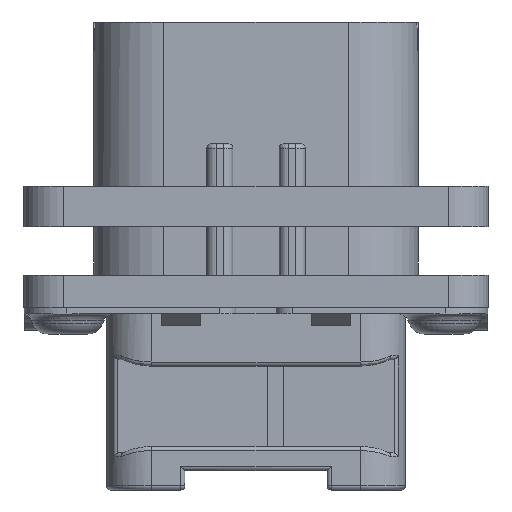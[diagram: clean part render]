
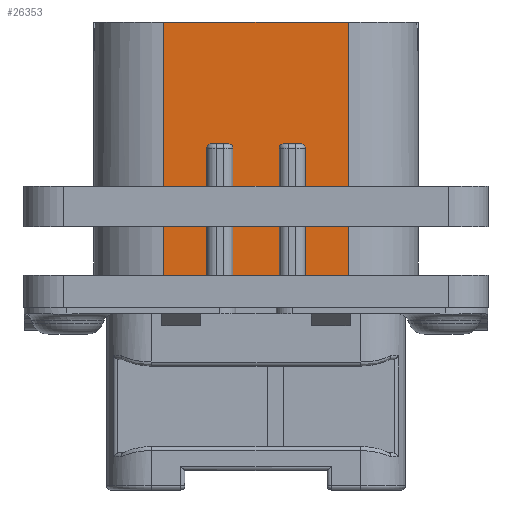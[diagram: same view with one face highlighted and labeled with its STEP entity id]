
A CAD part, front view. The second image highlights one B-rep face of the part: STEP entity #26353.
In plain terms, the highlighted planar face has unit normal (0, -1, 0).
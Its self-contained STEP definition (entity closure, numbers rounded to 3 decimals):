
#1218=DIRECTION('',(1.,0.,0.));
#1219=VECTOR('',#1218,11.4);
#1220=CARTESIAN_POINT('',(-5.7,-9.,17.67));
#1221=LINE('',#1220,#1219);
#1441=DIRECTION('',(0.,0.,1.));
#1442=VECTOR('',#1441,7.87);
#1443=CARTESIAN_POINT('',(-1.44,-9.,2.));
#1444=LINE('',#1443,#1442);
#1445=DIRECTION('',(-1.,0.,0.));
#1446=VECTOR('',#1445,1.1);
#1447=CARTESIAN_POINT('',(-1.69,-9.,10.12));
#1448=LINE('',#1447,#1446);
#1449=DIRECTION('',(0.,0.,1.));
#1450=VECTOR('',#1449,7.87);
#1451=CARTESIAN_POINT('',(-3.04,-9.,2.));
#1452=LINE('',#1451,#1450);
#1453=DIRECTION('',(0.,0.,-1.));
#1454=VECTOR('',#1453,15.67);
#1455=CARTESIAN_POINT('',(-5.7,-9.,17.67));
#1456=LINE('',#1455,#1454);
#1457=DIRECTION('',(0.,0.,-1.));
#1458=VECTOR('',#1457,15.67);
#1459=CARTESIAN_POINT('',(5.7,-9.,17.67));
#1460=LINE('',#1459,#1458);
#1461=DIRECTION('',(0.,0.,1.));
#1462=VECTOR('',#1461,7.87);
#1463=CARTESIAN_POINT('',(3.04,-9.,2.));
#1464=LINE('',#1463,#1462);
#1465=DIRECTION('',(-1.,0.,0.));
#1466=VECTOR('',#1465,1.1);
#1467=CARTESIAN_POINT('',(2.79,-9.,10.12));
#1468=LINE('',#1467,#1466);
#1469=DIRECTION('',(0.,0.,1.));
#1470=VECTOR('',#1469,7.87);
#1471=CARTESIAN_POINT('',(1.44,-9.,2.));
#1472=LINE('',#1471,#1470);
#1486=CARTESIAN_POINT('',(-1.69,-9.,9.87));
#1487=DIRECTION('',(0.,1.,0.));
#1488=DIRECTION('',(0.,0.,1.));
#1489=AXIS2_PLACEMENT_3D('',#1486,#1487,#1488);
#1569=DIRECTION('',(1.,0.,0.));
#1570=VECTOR('',#1569,2.88);
#1571=CARTESIAN_POINT('',(-1.44,-9.,2.));
#1572=LINE('',#1571,#1570);
#1585=CARTESIAN_POINT('',(1.69,-9.,9.87));
#1586=DIRECTION('',(0.,1.,0.));
#1587=DIRECTION('',(-1.,0.,0.));
#1588=AXIS2_PLACEMENT_3D('',#1585,#1586,#1587);
#1617=CARTESIAN_POINT('',(2.79,-9.,9.87));
#1618=DIRECTION('',(0.,1.,0.));
#1619=DIRECTION('',(0.,0.,1.));
#1620=AXIS2_PLACEMENT_3D('',#1617,#1618,#1619);
#1661=DIRECTION('',(1.,0.,0.));
#1662=VECTOR('',#1661,2.66);
#1663=CARTESIAN_POINT('',(3.04,-9.,2.));
#1664=LINE('',#1663,#1662);
#1866=DIRECTION('',(1.,0.,0.));
#1867=VECTOR('',#1866,2.66);
#1868=CARTESIAN_POINT('',(-5.7,-9.,2.));
#1869=LINE('',#1868,#1867);
#8078=CARTESIAN_POINT('',(-2.79,-9.,9.87));
#8079=DIRECTION('',(0.,1.,0.));
#8080=DIRECTION('',(-1.,0.,0.));
#8081=AXIS2_PLACEMENT_3D('',#8078,#8079,#8080);
#21017=CARTESIAN_POINT('',(-5.7,-9.,17.67));
#21018=CARTESIAN_POINT('',(-5.7,-9.,2.));
#21019=VERTEX_POINT('',#21017);
#21020=VERTEX_POINT('',#21018);
#21021=CARTESIAN_POINT('',(5.7,-9.,17.67));
#21022=CARTESIAN_POINT('',(5.7,-9.,2.));
#21023=VERTEX_POINT('',#21021);
#21024=VERTEX_POINT('',#21022);
#23006=CARTESIAN_POINT('',(-3.04,-9.,2.));
#23007=VERTEX_POINT('',#23006);
#23008=CARTESIAN_POINT('',(-1.44,-9.,2.));
#23009=CARTESIAN_POINT('',(1.44,-9.,2.));
#23010=VERTEX_POINT('',#23008);
#23011=VERTEX_POINT('',#23009);
#23012=CARTESIAN_POINT('',(3.04,-9.,2.));
#23013=VERTEX_POINT('',#23012);
#23057=CARTESIAN_POINT('',(-1.44,-9.,9.87));
#23059=VERTEX_POINT('',#23057);
#23061=CARTESIAN_POINT('',(-1.69,-9.,10.12));
#23063=VERTEX_POINT('',#23061);
#23076=CARTESIAN_POINT('',(-2.79,-9.,10.12));
#23077=VERTEX_POINT('',#23076);
#23078=CARTESIAN_POINT('',(-3.04,-9.,9.87));
#23079=VERTEX_POINT('',#23078);
#23081=CARTESIAN_POINT('',(3.04,-9.,9.87));
#23083=VERTEX_POINT('',#23081);
#23085=CARTESIAN_POINT('',(2.79,-9.,10.12));
#23087=VERTEX_POINT('',#23085);
#23100=CARTESIAN_POINT('',(1.69,-9.,10.12));
#23101=VERTEX_POINT('',#23100);
#23102=CARTESIAN_POINT('',(1.44,-9.,9.87));
#23103=VERTEX_POINT('',#23102);
#26316=CARTESIAN_POINT('',(-10.05,-9.,2.));
#26317=DIRECTION('',(0.,-1.,0.));
#26318=DIRECTION('',(1.,0.,0.));
#26319=AXIS2_PLACEMENT_3D('',#26316,#26317,#26318);
#26320=PLANE('',#26319);
#26322=ORIENTED_EDGE('',*,*,#26321,.T.);
#26324=ORIENTED_EDGE('',*,*,#26323,.F.);
#26326=ORIENTED_EDGE('',*,*,#26325,.T.);
#26328=ORIENTED_EDGE('',*,*,#26327,.F.);
#26330=ORIENTED_EDGE('',*,*,#26329,.F.);
#26332=ORIENTED_EDGE('',*,*,#26331,.F.);
#26334=ORIENTED_EDGE('',*,*,#26333,.F.);
#26335=ORIENTED_EDGE('',*,*,#26201,.T.);
#26336=ORIENTED_EDGE('',*,*,#26111,.T.);
#26338=ORIENTED_EDGE('',*,*,#26337,.F.);
#26340=ORIENTED_EDGE('',*,*,#26339,.T.);
#26342=ORIENTED_EDGE('',*,*,#26341,.F.);
#26344=ORIENTED_EDGE('',*,*,#26343,.T.);
#26346=ORIENTED_EDGE('',*,*,#26345,.F.);
#26348=ORIENTED_EDGE('',*,*,#26347,.F.);
#26350=ORIENTED_EDGE('',*,*,#26349,.F.);
#26351=EDGE_LOOP('',(#26322,#26324,#26326,#26328,#26330,#26332,#26334,#26335,
#26336,#26338,#26340,#26342,#26344,#26346,#26348,#26350));
#26352=FACE_OUTER_BOUND('',#26351,.F.);
#26353=ADVANCED_FACE('',(#26352),#26320,.T.);
#1490=CIRCLE('',#1489,0.25);
#1589=CIRCLE('',#1588,0.25);
#1621=CIRCLE('',#1620,0.25);
#8082=CIRCLE('',#8081,0.25);
#26111=EDGE_CURVE('',#21023,#21024,#1460,.T.);
#26201=EDGE_CURVE('',#21019,#21023,#1221,.T.);
#26321=EDGE_CURVE('',#23010,#23059,#1444,.T.);
#26323=EDGE_CURVE('',#23063,#23059,#1490,.T.);
#26325=EDGE_CURVE('',#23063,#23077,#1448,.T.);
#26327=EDGE_CURVE('',#23079,#23077,#8082,.T.);
#26329=EDGE_CURVE('',#23007,#23079,#1452,.T.);
#26331=EDGE_CURVE('',#21020,#23007,#1869,.T.);
#26333=EDGE_CURVE('',#21019,#21020,#1456,.T.);
#26337=EDGE_CURVE('',#23013,#21024,#1664,.T.);
#26339=EDGE_CURVE('',#23013,#23083,#1464,.T.);
#26341=EDGE_CURVE('',#23087,#23083,#1621,.T.);
#26343=EDGE_CURVE('',#23087,#23101,#1468,.T.);
#26345=EDGE_CURVE('',#23103,#23101,#1589,.T.);
#26347=EDGE_CURVE('',#23011,#23103,#1472,.T.);
#26349=EDGE_CURVE('',#23010,#23011,#1572,.T.);
